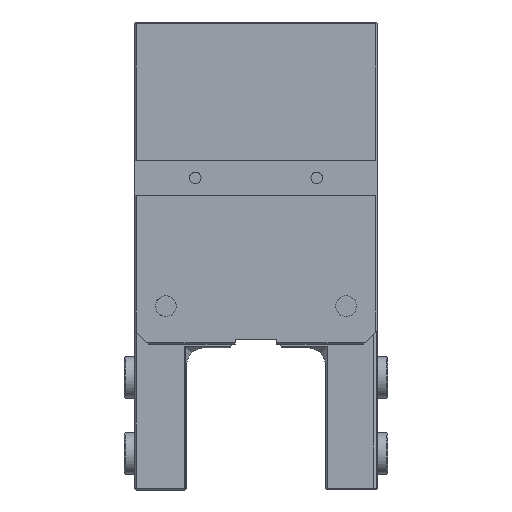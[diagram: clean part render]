
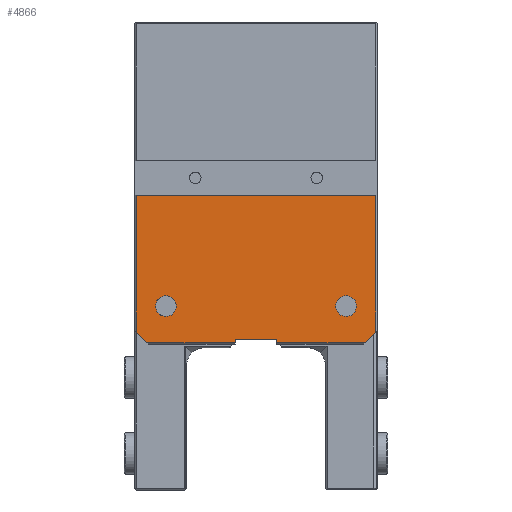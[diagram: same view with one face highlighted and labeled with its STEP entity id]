
A CAD part, top view. The second image highlights one B-rep face of the part: STEP entity #4866.
In plain terms, the highlighted planar face has unit normal (0, 0, 1).
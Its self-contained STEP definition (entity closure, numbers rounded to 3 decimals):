
#221=FACE_BOUND('',#871,.T.);
#222=FACE_BOUND('',#872,.T.);
#345=CIRCLE('',#5351,3.);
#346=CIRCLE('',#5352,3.);
#347=CIRCLE('',#5353,3.);
#348=CIRCLE('',#5354,3.);
#584=FACE_OUTER_BOUND('',#870,.T.);
#870=EDGE_LOOP('',(#3887,#3888,#3889,#3890,#3891,#3892,#3893,#3894,#3895,
#3896));
#871=EDGE_LOOP('',(#3897,#3898));
#872=EDGE_LOOP('',(#3899,#3900));
#1250=LINE('',#7687,#1714);
#1261=LINE('',#7716,#1725);
#1264=LINE('',#7720,#1728);
#1278=LINE('',#7762,#1742);
#1282=LINE('',#7772,#1746);
#1319=LINE('',#7925,#1783);
#1320=LINE('',#7928,#1784);
#1321=LINE('',#7930,#1785);
#1322=LINE('',#7932,#1786);
#1323=LINE('',#7933,#1787);
#1714=VECTOR('',#6136,1000.);
#1725=VECTOR('',#6161,1000.);
#1728=VECTOR('',#6166,1000.);
#1742=VECTOR('',#6202,1000.);
#1746=VECTOR('',#6214,1000.);
#1783=VECTOR('',#6385,1000.);
#1784=VECTOR('',#6388,1000.);
#1785=VECTOR('',#6389,1000.);
#1786=VECTOR('',#6390,1000.);
#1787=VECTOR('',#6391,1000.);
#2159=VERTEX_POINT('',#7685);
#2160=VERTEX_POINT('',#7686);
#2170=VERTEX_POINT('',#7714);
#2171=VERTEX_POINT('',#7715);
#2187=VERTEX_POINT('',#7759);
#2188=VERTEX_POINT('',#7761);
#2239=VERTEX_POINT('',#7922);
#2240=VERTEX_POINT('',#7927);
#2241=VERTEX_POINT('',#7929);
#2242=VERTEX_POINT('',#7931);
#2243=VERTEX_POINT('',#7934);
#2244=VERTEX_POINT('',#7935);
#2245=VERTEX_POINT('',#7938);
#2246=VERTEX_POINT('',#7939);
#2725=EDGE_CURVE('',#2159,#2160,#1250,.T.);
#2740=EDGE_CURVE('',#2170,#2171,#1261,.T.);
#2743=EDGE_CURVE('',#2160,#2170,#1264,.T.);
#2763=EDGE_CURVE('',#2188,#2187,#1278,.T.);
#2769=EDGE_CURVE('',#2171,#2188,#1282,.T.);
#2844=EDGE_CURVE('',#2239,#2159,#1319,.T.);
#2845=EDGE_CURVE('',#2187,#2240,#1320,.T.);
#2846=EDGE_CURVE('',#2240,#2241,#1321,.T.);
#2847=EDGE_CURVE('',#2241,#2242,#1322,.T.);
#2848=EDGE_CURVE('',#2242,#2239,#1323,.T.);
#2849=EDGE_CURVE('',#2243,#2244,#345,.T.);
#2850=EDGE_CURVE('',#2244,#2243,#346,.T.);
#2851=EDGE_CURVE('',#2245,#2246,#347,.T.);
#2852=EDGE_CURVE('',#2246,#2245,#348,.T.);
#3887=ORIENTED_EDGE('',*,*,#2763,.T.);
#3888=ORIENTED_EDGE('',*,*,#2845,.T.);
#3889=ORIENTED_EDGE('',*,*,#2846,.T.);
#3890=ORIENTED_EDGE('',*,*,#2847,.T.);
#3891=ORIENTED_EDGE('',*,*,#2848,.T.);
#3892=ORIENTED_EDGE('',*,*,#2844,.T.);
#3893=ORIENTED_EDGE('',*,*,#2725,.T.);
#3894=ORIENTED_EDGE('',*,*,#2743,.T.);
#3895=ORIENTED_EDGE('',*,*,#2740,.T.);
#3896=ORIENTED_EDGE('',*,*,#2769,.T.);
#3897=ORIENTED_EDGE('',*,*,#2849,.F.);
#3898=ORIENTED_EDGE('',*,*,#2850,.F.);
#3899=ORIENTED_EDGE('',*,*,#2851,.F.);
#3900=ORIENTED_EDGE('',*,*,#2852,.F.);
#4665=PLANE('',#5350);
#4866=ADVANCED_FACE('',(#584,#221,#222),#4665,.F.);
#5350=AXIS2_PLACEMENT_3D('',#7926,#6386,#6387);
#5351=AXIS2_PLACEMENT_3D('',#7936,#6392,#6393);
#5352=AXIS2_PLACEMENT_3D('',#7937,#6394,#6395);
#5353=AXIS2_PLACEMENT_3D('',#7940,#6396,#6397);
#5354=AXIS2_PLACEMENT_3D('',#7941,#6398,#6399);
#6136=DIRECTION('',(0.707,0.707,0.));
#6161=DIRECTION('',(-1.,0.,0.));
#6166=DIRECTION('',(0.,1.,0.));
#6202=DIRECTION('',(0.707,-0.707,0.));
#6214=DIRECTION('',(0.,-1.,0.));
#6385=DIRECTION('',(1.,0.,0.));
#6386=DIRECTION('center_axis',(0.,0.,-1.));
#6387=DIRECTION('ref_axis',(-1.,0.,0.));
#6388=DIRECTION('',(1.,0.,0.));
#6389=DIRECTION('',(0.,1.,0.));
#6390=DIRECTION('',(1.,0.,0.));
#6391=DIRECTION('',(0.,-1.,0.));
#6392=DIRECTION('center_axis',(0.,0.,1.));
#6393=DIRECTION('ref_axis',(1.,0.,0.));
#6394=DIRECTION('center_axis',(0.,0.,1.));
#6395=DIRECTION('ref_axis',(1.,0.,0.));
#6396=DIRECTION('center_axis',(0.,0.,1.));
#6397=DIRECTION('ref_axis',(1.,0.,0.));
#6398=DIRECTION('center_axis',(0.,0.,1.));
#6399=DIRECTION('ref_axis',(1.,0.,0.));
#7685=CARTESIAN_POINT('',(31.5,0.5,24.));
#7686=CARTESIAN_POINT('',(34.5,3.5,24.));
#7687=CARTESIAN_POINT('',(31.,0.,24.));
#7714=CARTESIAN_POINT('',(34.5,43.,24.));
#7715=CARTESIAN_POINT('',(-34.5,43.,24.));
#7716=CARTESIAN_POINT('',(35.,43.,24.));
#7720=CARTESIAN_POINT('',(34.5,93.,24.));
#7759=CARTESIAN_POINT('',(-31.5,0.5,24.));
#7761=CARTESIAN_POINT('',(-34.5,3.5,24.));
#7762=CARTESIAN_POINT('',(-31.,0.,24.));
#7772=CARTESIAN_POINT('',(-34.5,93.,24.));
#7922=CARTESIAN_POINT('',(6.,0.5,24.));
#7925=CARTESIAN_POINT('',(-35.,0.5,24.));
#7926=CARTESIAN_POINT('Origin',(-35.,93.,24.));
#7927=CARTESIAN_POINT('',(-6.,0.5,24.));
#7928=CARTESIAN_POINT('',(-35.,0.5,24.));
#7929=CARTESIAN_POINT('',(-6.,1.5,24.));
#7930=CARTESIAN_POINT('',(-6.,1.5,24.));
#7931=CARTESIAN_POINT('',(6.,1.5,24.));
#7932=CARTESIAN_POINT('',(-6.,1.5,24.));
#7933=CARTESIAN_POINT('',(6.,1.5,24.));
#7934=CARTESIAN_POINT('',(-29.,11.,24.));
#7935=CARTESIAN_POINT('',(-23.,11.,24.));
#7936=CARTESIAN_POINT('Origin',(-26.,11.,24.));
#7937=CARTESIAN_POINT('Origin',(-26.,11.,24.));
#7938=CARTESIAN_POINT('',(23.,11.,24.));
#7939=CARTESIAN_POINT('',(29.,11.,24.));
#7940=CARTESIAN_POINT('Origin',(26.,11.,24.));
#7941=CARTESIAN_POINT('Origin',(26.,11.,24.));
